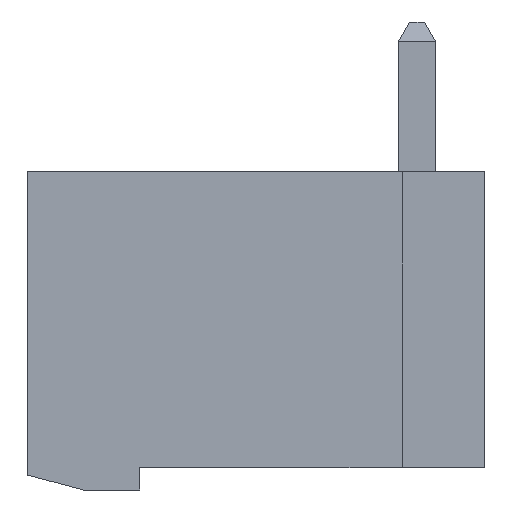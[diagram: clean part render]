
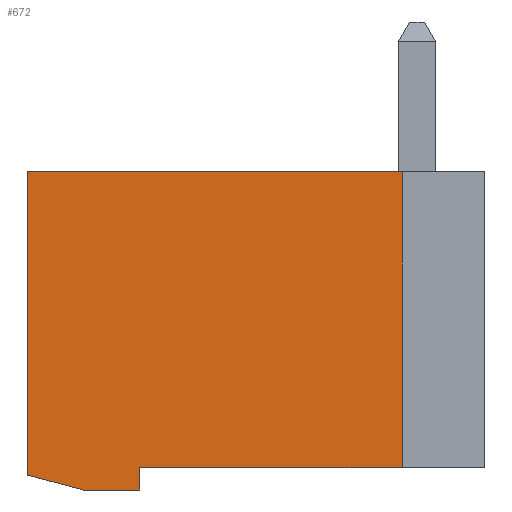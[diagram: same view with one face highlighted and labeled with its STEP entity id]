
A CAD part, front view. The second image highlights one B-rep face of the part: STEP entity #672.
In plain terms, the highlighted planar face has unit normal (0, -1, 0).
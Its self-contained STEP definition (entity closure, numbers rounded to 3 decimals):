
#672 = ADVANCED_FACE( '', ( #1609 ), #1610, .F. );
#1609 = FACE_OUTER_BOUND( '', #2804, .T. );
#1610 = PLANE( '', #2805 );
#2804 = EDGE_LOOP( '', ( #4754, #4755, #4756, #4757, #4758, #4759, #4760 ) );
#2805 = AXIS2_PLACEMENT_3D( '', #4761, #4762, #4763 );
#4754 = ORIENTED_EDGE( '', *, *, #7716, .T. );
#4755 = ORIENTED_EDGE( '', *, *, #7717, .T. );
#4756 = ORIENTED_EDGE( '', *, *, #7718, .T. );
#4757 = ORIENTED_EDGE( '', *, *, #7719, .T. );
#4758 = ORIENTED_EDGE( '', *, *, #7609, .T. );
#4759 = ORIENTED_EDGE( '', *, *, #7508, .T. );
#4760 = ORIENTED_EDGE( '', *, *, #7720, .T. );
#4761 = CARTESIAN_POINT( '', ( -6.6, -5., 144.8 ) );
#4762 = DIRECTION( '', ( 0., 1., 0. ) );
#4763 = DIRECTION( '', ( 1., 0., 0. ) );
#7508 = EDGE_CURVE( '', #9180, #9185, #9187, .T. );
#7609 = EDGE_CURVE( '', #9345, #9180, #9346, .T. );
#7716 = EDGE_CURVE( '', #9509, #9510, #9511, .T. );
#7717 = EDGE_CURVE( '', #9510, #9512, #9513, .T. );
#7718 = EDGE_CURVE( '', #9512, #9514, #9515, .T. );
#7719 = EDGE_CURVE( '', #9514, #9345, #9516, .T. );
#7720 = EDGE_CURVE( '', #9185, #9509, #9517, .T. );
#9180 = VERTEX_POINT( '', #11509 );
#9185 = VERTEX_POINT( '', #11516 );
#9187 = LINE( '', #11519, #11520 );
#9345 = VERTEX_POINT( '', #11753 );
#9346 = LINE( '', #11754, #11755 );
#9509 = VERTEX_POINT( '', #12000 );
#9510 = VERTEX_POINT( '', #12001 );
#9511 = LINE( '', #12002, #12003 );
#9512 = VERTEX_POINT( '', #12004 );
#9513 = LINE( '', #12005, #12006 );
#9514 = VERTEX_POINT( '', #12007 );
#9515 = LINE( '', #12008, #12009 );
#9516 = LINE( '', #12010, #12011 );
#9517 = LINE( '', #12012, #12013 );
#11509 = CARTESIAN_POINT( '', ( -8.107, -5., 144.9 ) );
#11516 = CARTESIAN_POINT( '', ( -6.6, -5., 144.9 ) );
#11519 = CARTESIAN_POINT( '', ( -6.6, -5., 144.9 ) );
#11520 = VECTOR( '', #13710, 1000. );
#11753 = CARTESIAN_POINT( '', ( -9.6, -5., 145.3 ) );
#11754 = CARTESIAN_POINT( '', ( -8.107, -5., 144.9 ) );
#11755 = VECTOR( '', #13795, 1000. );
#12000 = CARTESIAN_POINT( '', ( -6.6, -5., 145.5 ) );
#12001 = CARTESIAN_POINT( '', ( 0.4, -5., 145.5 ) );
#12002 = CARTESIAN_POINT( '', ( 0.2, -5., 145.5 ) );
#12003 = VECTOR( '', #13881, 1000. );
#12004 = CARTESIAN_POINT( '', ( 0.4, -5., 153.4 ) );
#12005 = CARTESIAN_POINT( '', ( 0.4, -5., 153.4 ) );
#12006 = VECTOR( '', #13882, 1000. );
#12007 = CARTESIAN_POINT( '', ( -9.6, -5., 153.4 ) );
#12008 = CARTESIAN_POINT( '', ( -9.6, -5., 153.4 ) );
#12009 = VECTOR( '', #13883, 1000. );
#12010 = CARTESIAN_POINT( '', ( -9.6, -5., 145.2 ) );
#12011 = VECTOR( '', #13884, 1000. );
#12012 = CARTESIAN_POINT( '', ( -6.6, -5., 145.3 ) );
#12013 = VECTOR( '', #13885, 1000. );
#13710 = DIRECTION( '', ( 1., 0., 0. ) );
#13795 = DIRECTION( '', ( 0.966, 0., -0.259 ) );
#13881 = DIRECTION( '', ( 1., 0., 0. ) );
#13882 = DIRECTION( '', ( 0., 0., 1. ) );
#13883 = DIRECTION( '', ( -1., 0., 0. ) );
#13884 = DIRECTION( '', ( 0., 0., -1. ) );
#13885 = DIRECTION( '', ( 0., 0., 1. ) );
